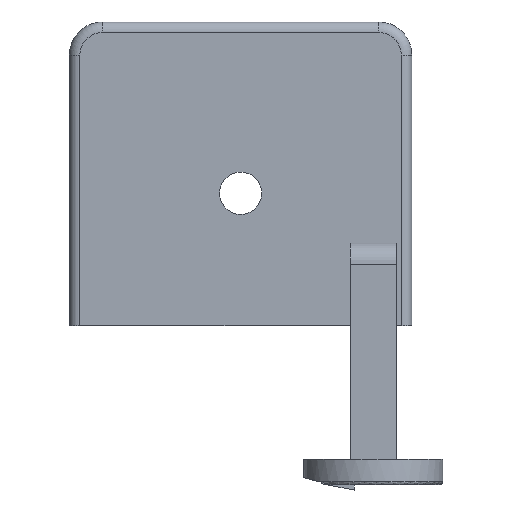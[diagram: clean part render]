
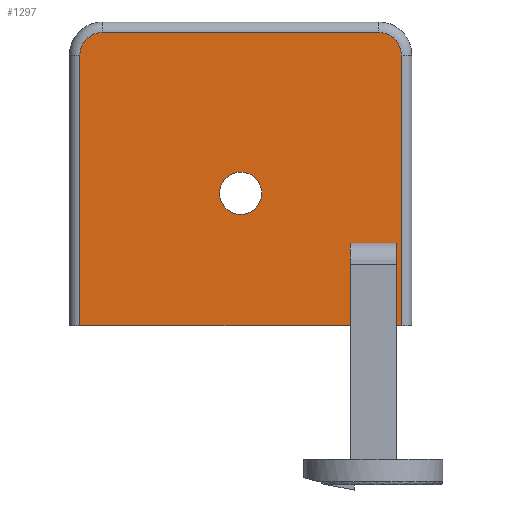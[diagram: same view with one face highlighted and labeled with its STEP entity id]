
A CAD part, front view. The second image highlights one B-rep face of the part: STEP entity #1297.
In plain terms, the highlighted planar face has unit normal (0, -1, 0).
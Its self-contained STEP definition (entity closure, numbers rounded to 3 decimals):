
#49=FACE_BOUND('',#141,.T.);
#72=FACE_OUTER_BOUND('',#140,.T.);
#140=EDGE_LOOP('',(#872,#873,#874,#875,#876,#877,#878,#879,#880,#881));
#141=EDGE_LOOP('',(#882));
#231=CIRCLE('',#1368,2.15);
#232=CIRCLE('',#1369,2.15);
#233=CIRCLE('',#1370,2.007);
#285=LINE('',#1882,#419);
#286=LINE('',#1884,#420);
#287=LINE('',#1886,#421);
#288=LINE('',#1888,#422);
#289=LINE('',#1890,#423);
#290=LINE('',#1894,#424);
#291=LINE('',#1898,#425);
#292=LINE('',#1899,#426);
#419=VECTOR('',#1496,10.);
#420=VECTOR('',#1497,10.);
#421=VECTOR('',#1498,10.);
#422=VECTOR('',#1499,10.);
#423=VECTOR('',#1500,10.);
#424=VECTOR('',#1503,10.);
#425=VECTOR('',#1506,10.);
#426=VECTOR('',#1507,10.);
#553=VERTEX_POINT('',#1880);
#554=VERTEX_POINT('',#1881);
#555=VERTEX_POINT('',#1883);
#556=VERTEX_POINT('',#1885);
#557=VERTEX_POINT('',#1887);
#558=VERTEX_POINT('',#1889);
#559=VERTEX_POINT('',#1891);
#560=VERTEX_POINT('',#1893);
#561=VERTEX_POINT('',#1895);
#562=VERTEX_POINT('',#1897);
#563=VERTEX_POINT('',#1900);
#679=EDGE_CURVE('',#553,#554,#285,.T.);
#680=EDGE_CURVE('',#554,#555,#286,.T.);
#681=EDGE_CURVE('',#555,#556,#287,.T.);
#682=EDGE_CURVE('',#556,#557,#288,.T.);
#683=EDGE_CURVE('',#558,#557,#289,.T.);
#684=EDGE_CURVE('',#558,#559,#231,.T.);
#685=EDGE_CURVE('',#559,#560,#290,.T.);
#686=EDGE_CURVE('',#560,#561,#232,.T.);
#687=EDGE_CURVE('',#561,#562,#291,.T.);
#688=EDGE_CURVE('',#562,#553,#292,.T.);
#689=EDGE_CURVE('',#563,#563,#233,.T.);
#872=ORIENTED_EDGE('',*,*,#679,.T.);
#873=ORIENTED_EDGE('',*,*,#680,.T.);
#874=ORIENTED_EDGE('',*,*,#681,.T.);
#875=ORIENTED_EDGE('',*,*,#682,.T.);
#876=ORIENTED_EDGE('',*,*,#683,.F.);
#877=ORIENTED_EDGE('',*,*,#684,.T.);
#878=ORIENTED_EDGE('',*,*,#685,.T.);
#879=ORIENTED_EDGE('',*,*,#686,.T.);
#880=ORIENTED_EDGE('',*,*,#687,.T.);
#881=ORIENTED_EDGE('',*,*,#688,.T.);
#882=ORIENTED_EDGE('',*,*,#689,.F.);
#1258=PLANE('',#1367);
#1297=ADVANCED_FACE('',(#72,#49),#1258,.T.);
#1367=AXIS2_PLACEMENT_3D('',#1879,#1494,#1495);
#1368=AXIS2_PLACEMENT_3D('',#1892,#1501,#1502);
#1369=AXIS2_PLACEMENT_3D('',#1896,#1504,#1505);
#1370=AXIS2_PLACEMENT_3D('',#1901,#1508,#1509);
#1494=DIRECTION('center_axis',(0.,-1.,0.));
#1495=DIRECTION('ref_axis',(0.,0.,-1.));
#1496=DIRECTION('',(0.,0.,1.));
#1497=DIRECTION('',(1.,0.,0.));
#1498=DIRECTION('',(0.,0.,-1.));
#1499=DIRECTION('',(1.,0.,0.));
#1500=DIRECTION('',(0.,0.,-1.));
#1501=DIRECTION('center_axis',(0.,-1.,0.));
#1502=DIRECTION('ref_axis',(0.707,0.,0.707));
#1503=DIRECTION('',(-1.,0.,0.));
#1504=DIRECTION('center_axis',(0.,-1.,0.));
#1505=DIRECTION('ref_axis',(-0.707,0.,0.707));
#1506=DIRECTION('',(0.,0.,-1.));
#1507=DIRECTION('',(1.,0.,0.));
#1508=DIRECTION('center_axis',(0.,-1.,0.));
#1509=DIRECTION('ref_axis',(0.,0.,
-1.));
#1879=CARTESIAN_POINT('Origin',(-1.635,-84.102,-57.679));
#1880=CARTESIAN_POINT('',(5.607,-84.102,-64.314));
#1881=CARTESIAN_POINT('',(5.607,-84.102,-56.444));
#1882=CARTESIAN_POINT('',(5.607,-84.102,-60.996));
#1883=CARTESIAN_POINT('',(9.994,-84.102,-56.444));
#1884=CARTESIAN_POINT('',(1.986,-84.102,-56.444));
#1885=CARTESIAN_POINT('',(9.994,-84.102,-64.314));
#1886=CARTESIAN_POINT('',(9.994,-84.102,-57.061));
#1887=CARTESIAN_POINT('',(10.473,-84.102,-64.314));
#1888=CARTESIAN_POINT('',(1.136,-84.102,-64.314));
#1889=CARTESIAN_POINT('',(10.473,-84.102,-38.594));
#1890=CARTESIAN_POINT('',(10.473,-84.102,-48.136));
#1891=CARTESIAN_POINT('',(8.323,-84.102,-36.444));
#1892=CARTESIAN_POINT('Origin',(8.323,-84.102,-38.594));
#1893=CARTESIAN_POINT('',(-17.921,-84.102,-36.444));
#1894=CARTESIAN_POINT('',(-11.36,-84.102,-36.444));
#1895=CARTESIAN_POINT('',(-20.071,-84.102,-38.594));
#1896=CARTESIAN_POINT('Origin',(-17.921,-84.102,-38.594));
#1897=CARTESIAN_POINT('',(-20.071,-84.102,-64.314));
#1898=CARTESIAN_POINT('',(-20.071,-84.102,-58.276));
#1899=CARTESIAN_POINT('',(1.136,-84.102,-64.314));
#1900=CARTESIAN_POINT('',(-4.799,-84.102,-49.708));
#1901=CARTESIAN_POINT('Origin',(-4.799,-84.102,-51.715));
